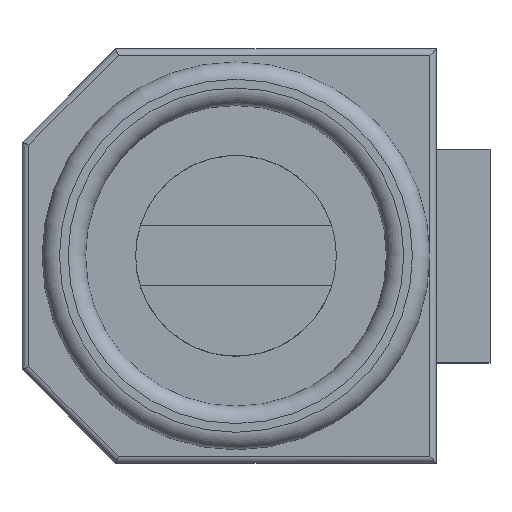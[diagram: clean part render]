
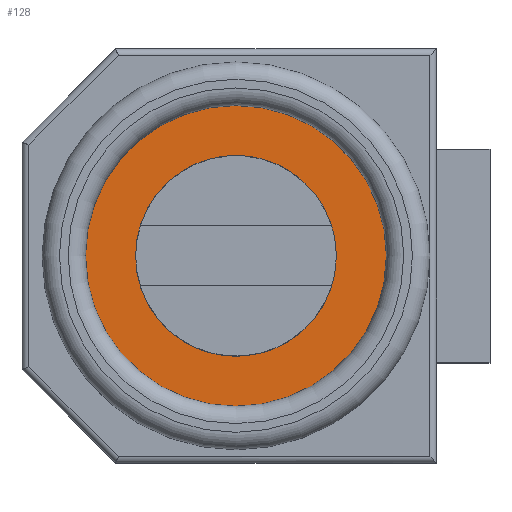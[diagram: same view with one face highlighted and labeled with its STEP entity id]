
A CAD part, top view. The second image highlights one B-rep face of the part: STEP entity #128.
In plain terms, the highlighted planar face has unit normal (0, 0, 1).
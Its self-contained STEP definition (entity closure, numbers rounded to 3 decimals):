
#13=DIRECTION('',(0.,0.,1.));
#29=DIRECTION('',(0.,0.,-1.));
#30=DIRECTION('',(1.,0.,0.));
#57=ORIENTED_EDGE('',*,*,#58,.T.);
#58=EDGE_CURVE('',#59,#59,#61,.T.);
#59=VERTEX_POINT('',#60);
#60=CARTESIAN_POINT('',(0.6,0.,0.61));
#61=CIRCLE('',#62,0.75);
#62=AXIS2_PLACEMENT_3D('',#63,#29,#30);
#63=CARTESIAN_POINT('',(-0.15,0.,0.61));
#128=ADVANCED_FACE('',(#129,#136),#138,.T.);
#129=FACE_BOUND('',#130,.T.);
#130=EDGE_LOOP('',(#131));
#131=ORIENTED_EDGE('',*,*,#132,.F.);
#132=EDGE_CURVE('',#133,#133,#135,.T.);
#133=VERTEX_POINT('',#134);
#134=CARTESIAN_POINT('',(0.975,0.,0.61));
#135=CIRCLE('',#62,1.125);
#136=FACE_BOUND('',#137,.T.);
#137=EDGE_LOOP('',(#57));
#138=PLANE('',#139);
#139=AXIS2_PLACEMENT_3D('',#140,#13,#30);
#140=CARTESIAN_POINT('',(-0.15,0.,0.61));
